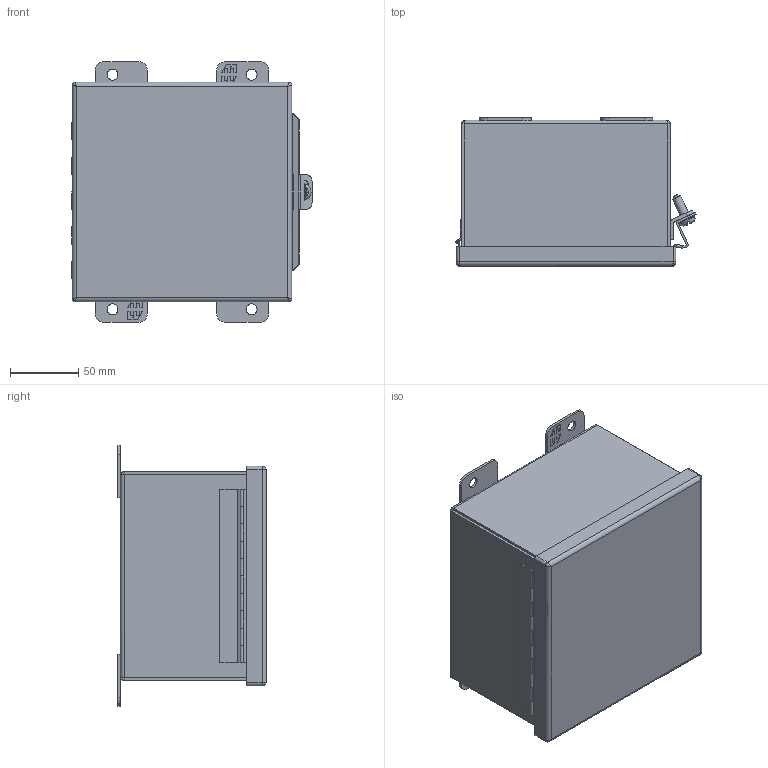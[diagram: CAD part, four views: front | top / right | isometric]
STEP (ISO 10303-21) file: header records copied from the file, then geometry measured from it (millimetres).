
FILE_DESCRIPTION (( 'STEP AP214' ), '1' );
FILE_NAME ('1414N4PHSSE.STEP', '2019-09-17T22:29:38', ( '' ), ( '' ), 'SwSTEP 2.0', 'SolidWorks 2018', '' );
FILE_SCHEMA (( 'AUTOMOTIVE_DESIGN' ));
Length unit declared in the file: inch
Products named in the file (1): 1414N4PHSSE
Bounding box: 175.33 x 108.43 x 190.5 mm (x, y, z)
Volume: 302307.1 mm3; surface area: 335777.6 mm2
Topology: 19 solids, 20 shells, 556 faces, 1396 edges, 878 vertices
Faces by surface type: plane 358, cylinder 141, bspline 32, cone 25
Full cylindrical faces by diameter (mm): 1.143 x1, 3.967 x4, 4.826 x2, 5.41 x1, 6.35 x3, 6.731 x4, 7.938 x4, 9.525 x4, 12.192 x1
Entity records: 25225 total; most frequent: CARTESIAN_POINT 5406, ORIENTED_EDGE 2662, DIRECTION 2559, EDGE_CURVE 1331, VECTOR 999, LINE 999, VERTEX_POINT 866, AXIS2_PLACEMENT_3D 780
